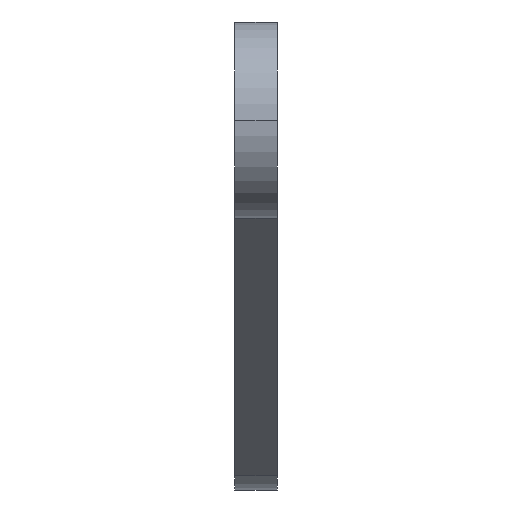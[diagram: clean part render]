
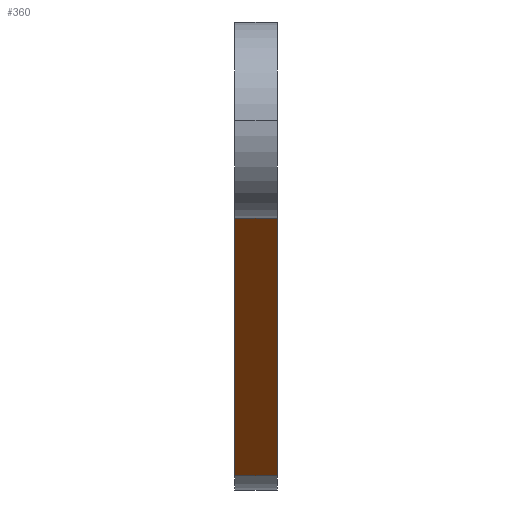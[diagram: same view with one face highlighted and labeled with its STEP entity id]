
A CAD part, front view. The second image highlights one B-rep face of the part: STEP entity #360.
In plain terms, the highlighted planar face has unit normal (0, -0.5, -0.866).
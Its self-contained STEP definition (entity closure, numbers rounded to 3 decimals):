
#308=CARTESIAN_POINT('Vertex',(98.,-8.264,-6.63)) ;
#311=CARTESIAN_POINT('Line Origine',(97.,-8.264,-6.63)) ;
#315=CARTESIAN_POINT('Vertex',(96.,-8.264,-6.63)) ;
#330=CARTESIAN_POINT('Axis2P3D Location',(98.,-8.264,-6.63)) ;
#335=CARTESIAN_POINT('Line Origine',(98.,-19.488,-0.15)) ;
#339=CARTESIAN_POINT('Vertex',(98.,-30.712,6.33)) ;
#342=CARTESIAN_POINT('Line Origine',(97.,-30.712,6.33)) ;
#346=CARTESIAN_POINT('Vertex',(96.,-30.712,6.33)) ;
#349=CARTESIAN_POINT('Line Origine',(96.,-19.488,-0.15)) ;
#312=DIRECTION('Vector Direction',(-1.,0.,0.)) ;
#331=DIRECTION('Axis2P3D Direction',(-0.,-0.5,-0.866)) ;
#332=DIRECTION('Axis2P3D XDirection',(0.,-0.866,0.5)) ;
#336=DIRECTION('Vector Direction',(0.,-0.866,0.5)) ;
#343=DIRECTION('Vector Direction',(-1.,0.,0.)) ;
#350=DIRECTION('Vector Direction',(0.,-0.866,0.5)) ;
#333=AXIS2_PLACEMENT_3D('Plane Axis2P3D',#330,#331,#332) ;
#355=ORIENTED_EDGE('',*,*,#317,.F.) ;
#356=ORIENTED_EDGE('',*,*,#341,.T.) ;
#357=ORIENTED_EDGE('',*,*,#348,.T.) ;
#358=ORIENTED_EDGE('',*,*,#353,.F.) ;
#313=VECTOR('Line Direction',#312,1.) ;
#337=VECTOR('Line Direction',#336,1.) ;
#344=VECTOR('Line Direction',#343,1.) ;
#351=VECTOR('Line Direction',#350,1.) ;
#360=ADVANCED_FACE('Main holder 2',(#359),#334,.T.) ;
#317=EDGE_CURVE('',#309,#316,#314,.T.) ;
#341=EDGE_CURVE('',#309,#340,#338,.T.) ;
#348=EDGE_CURVE('',#340,#347,#345,.T.) ;
#353=EDGE_CURVE('',#316,#347,#352,.T.) ;
#354=EDGE_LOOP('',(#355,#356,#357,#358)) ;
#359=FACE_OUTER_BOUND('',#354,.T.) ;
#314=LINE('Line',#311,#313) ;
#338=LINE('Line',#335,#337) ;
#345=LINE('Line',#342,#344) ;
#352=LINE('Line',#349,#351) ;
#334=PLANE('Plane',#333) ;
#309=VERTEX_POINT('',#308) ;
#316=VERTEX_POINT('',#315) ;
#340=VERTEX_POINT('',#339) ;
#347=VERTEX_POINT('',#346) ;
